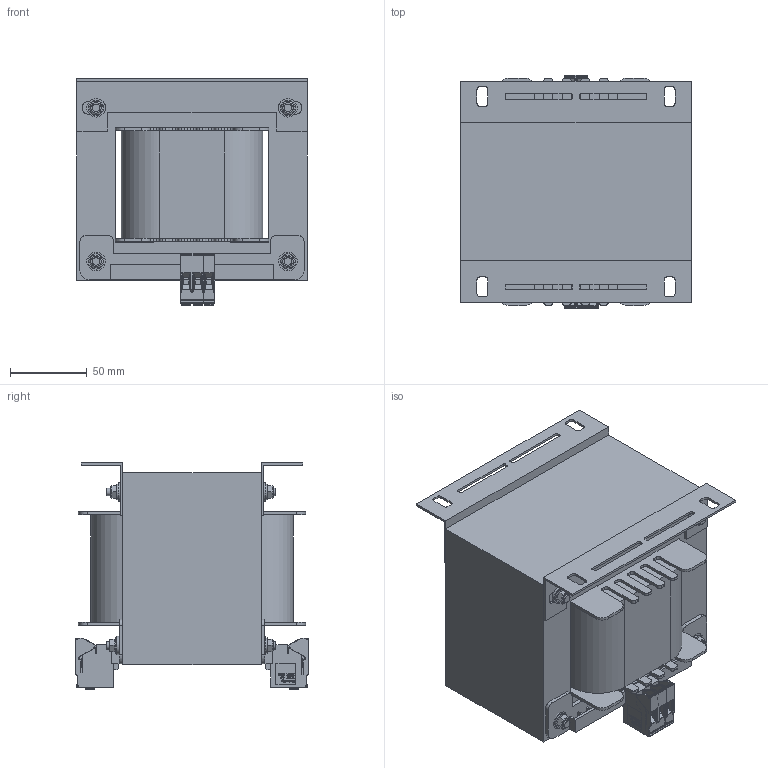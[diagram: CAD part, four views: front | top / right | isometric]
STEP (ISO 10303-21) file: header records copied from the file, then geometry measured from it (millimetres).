
FILE_DESCRIPTION(/* description */ (''),/* implementation_level */ '2;1');
FILE_NAME(/* name */ 'TNA02163200.stp',/* time_stamp */ '2023-09-11T09:41:07+02:00',/* author */ ('velazquez'),/* organization */ (''),/* preprocessor_version */ 'ST-DEVELOPER v19.2',/* originating_system */ 'Autodesk Inventor 2023',/* authorisation */ '');
FILE_SCHEMA (('AUTOMOTIVE_DESIGN { 1 0 10303 214 3 1 1 }'));
Products named in the file (12): TNA02163200; EI150 x 125 - 90 (RC50); AF50DIN; EI 150 X 125 - 90; centrador M5; DIN 125 - A 5,3; Varilla m5x110; DIN 934 - M5; EI150; 1226_TKS_4_2_F; 1226_TKS_4_2_F NARANJA; 1225_TKS_4_1_F (TIERRA)
Assembly tree (37 placements, depth 2):
  TNA02163200
    EI150 x 125 - 90 (RC50)
    AF50DIN  x2
    EI150  x2
    EI 150 X 125 - 90
    centrador M5  x8
    DIN 125 - A 5,3  x8
    Varilla m5x110  x4
    DIN 934 - M5  x8
    1226_TKS_4_2_F
    1226_TKS_4_2_F NARANJA
    1225_TKS_4_1_F (TIERRA)
Bounding box: 150 x 151.9 x 147.4 mm (x, y, z)
Volume: 1937299.1 mm3; surface area: 282020.5 mm2
Topology: 37 solids, 37 shells, 5349 faces, 14930 edges, 9742 vertices
Faces by surface type: plane 4383, cylinder 678, bspline 144, torus 108, cone 32, sphere 4
Full cylindrical faces by diameter (mm): 4.134 x8, 5 x16, 5.3 x8, 5.9 x8, 8 x4, 10 x8, 12 x8
Entity records: 170651 total; most frequent: CARTESIAN_POINT 34094, ORIENTED_EDGE 28370, DIRECTION 25409, EDGE_CURVE 14185, LINE 12599, VECTOR 12599, VERTEX_POINT 9265, AXIS2_PLACEMENT_3D 6405
